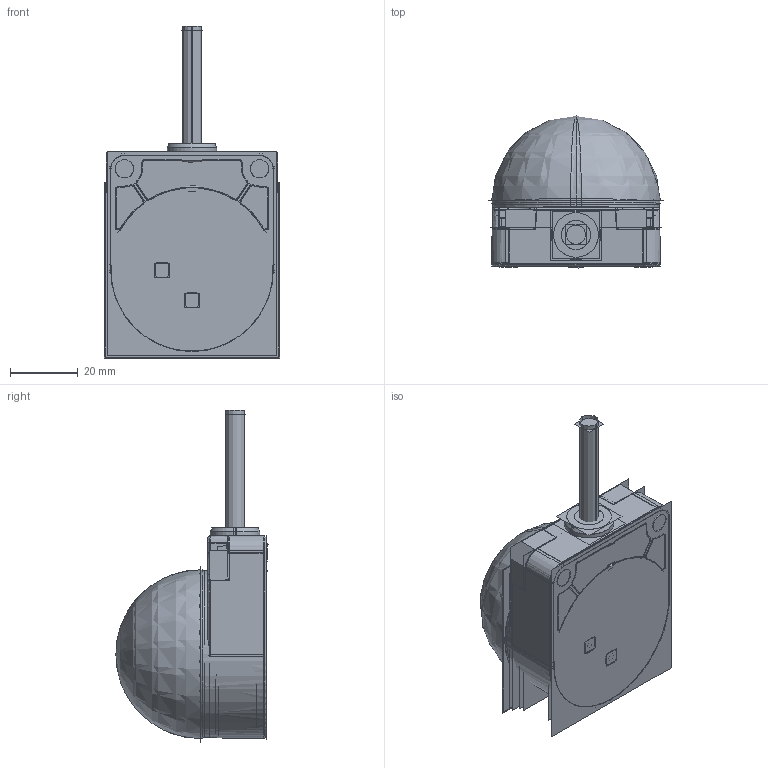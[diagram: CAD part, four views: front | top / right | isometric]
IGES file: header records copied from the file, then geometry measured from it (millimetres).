
Start section:  PTC IGES file: 144801.igs
Global section: file name: 144801.igs; native system: Creo Parametric by Parametric Technology Corporation; preprocessor: 2013230; author: pdmadmin; organization: Unknown; date: 20151201.084746; units: millimetre
Bounding box: 52 x 45.09 x 98.31 mm (x, y, z)
Volume: 32051.7 mm3; surface area: 140683 mm2
Topology: 6 solids, 6 shells, 1438 faces, 7282 edges, 9204 vertices
Faces by surface type: revolution 830, bspline 608
